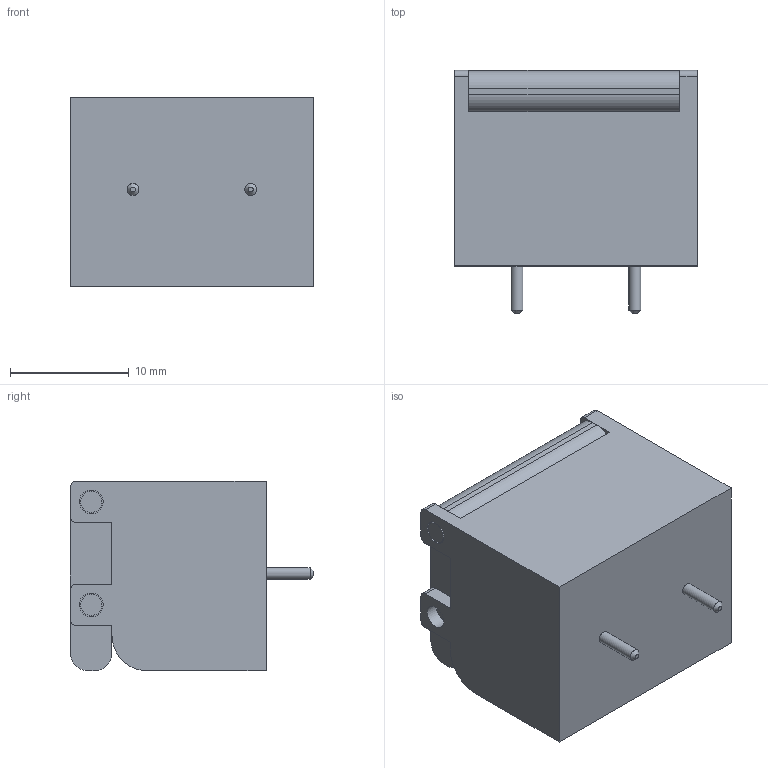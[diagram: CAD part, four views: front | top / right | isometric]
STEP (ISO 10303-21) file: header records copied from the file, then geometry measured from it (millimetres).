
FILE_DESCRIPTION(/* description */ (''),/* implementation_level */ '2;1');
FILE_NAME(/* name */ 'Untitled v4.step',/* time_stamp */ '2020-04-25T20:31:08+02:00',/* author */ (''),/* organization */ (''),/* preprocessor_version */ 'ST-DEVELOPER v18.1',/* originating_system */ 'Autodesk Translation Framework v9.2.0.1227',/* authorisation */ '');
FILE_SCHEMA (('AUTOMOTIVE_DESIGN { 1 0 10303 214 3 1 1 }'));
Length unit declared in the file: millimetre
Products named in the file (2): Untitled; 99637A102
Assembly tree (2 placements, depth 2):
  Untitled
    99637A102  x2
Bounding box: 20.5 x 20.5 x 16 mm (x, y, z)
Volume: 3544.7 mm3; surface area: 4313.5 mm2
Topology: 10 solids, 10 shells, 255 faces, 655 edges, 426 vertices
Faces by surface type: plane 140, cylinder 95, bspline 12, cone 4, sphere 4
Full cylindrical faces by diameter (mm): 1 x2, 1.8 x4, 2 x4, 2.508 x20, 3.332 x18, 3.529 x2, 4.086 x2, 7.62 x2
Entity records: 9130 total; most frequent: CARTESIAN_POINT 4281, ORIENTED_EDGE 1028, DIRECTION 923, EDGE_CURVE 514, VERTEX_POINT 337, LINE 319, VECTOR 319, AXIS2_PLACEMENT_3D 302
